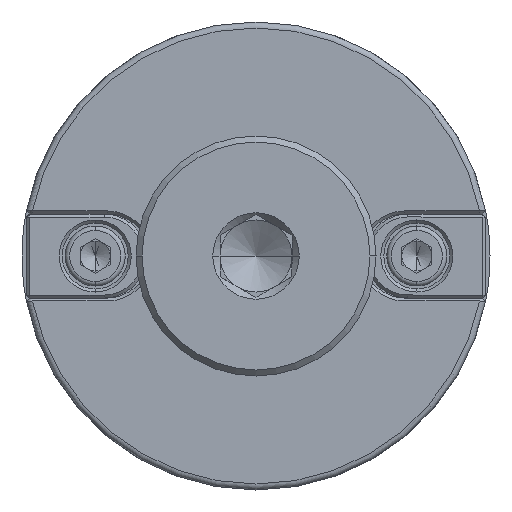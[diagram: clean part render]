
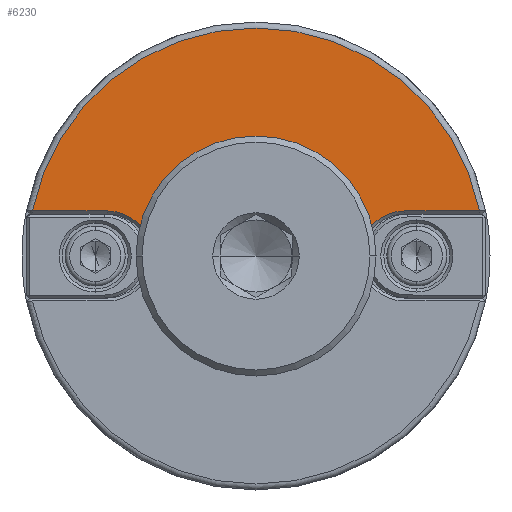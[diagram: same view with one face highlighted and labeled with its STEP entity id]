
A CAD part, front view. The second image highlights one B-rep face of the part: STEP entity #6230.
In plain terms, the highlighted planar face has unit normal (0, -1, 0).
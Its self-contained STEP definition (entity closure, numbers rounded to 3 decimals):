
#159 = CARTESIAN_POINT ( 'NONE',  ( 17.3, -50., 0. ) ) ;
#400 = ORIENTED_EDGE ( 'NONE', *, *, #4733, .T. ) ;
#445 = EDGE_CURVE ( 'NONE', #5289, #5215, #4462, .T. ) ;
#570 = CIRCLE ( 'NONE', #853, 38. ) ;
#615 = VERTEX_POINT ( 'NONE', #159 ) ;
#616 = CIRCLE ( 'NONE', #2688, 7.5 ) ;
#683 = CARTESIAN_POINT ( 'NONE',  ( 39., -50., 7.5 ) ) ;
#773 = VERTEX_POINT ( 'NONE', #3752 ) ;
#853 = AXIS2_PLACEMENT_3D ( 'NONE', #7505, #3090, #8255 ) ;
#1192 = DIRECTION ( 'NONE',  ( -1., 0., 0. ) ) ;
#1212 = AXIS2_PLACEMENT_3D ( 'NONE', #6989, #2585, #7737 ) ;
#1371 = FACE_OUTER_BOUND ( 'NONE', #1985, .T. ) ;
#1564 = VECTOR ( 'NONE', #5925, 1000. ) ;
#1985 = EDGE_LOOP ( 'NONE', ( #3069, #8927, #400, #3171, #7286, #4107 ) ) ;
#2199 = DIRECTION ( 'NONE',  ( 1., 0., 0. ) ) ;
#2394 = CARTESIAN_POINT ( 'NONE',  ( -24.8, -50., 0. ) ) ;
#2470 = LINE ( 'NONE', #683, #6146 ) ;
#2585 = DIRECTION ( 'NONE',  ( 0., -1., 0. ) ) ;
#2688 = AXIS2_PLACEMENT_3D ( 'NONE', #3417, #8588, #4159 ) ;
#3069 = ORIENTED_EDGE ( 'NONE', *, *, #5283, .T. ) ;
#3090 = DIRECTION ( 'NONE',  ( 0., -1., 0. ) ) ;
#3134 = DIRECTION ( 'NONE',  ( -1., 0., 0. ) ) ;
#3171 = ORIENTED_EDGE ( 'NONE', *, *, #5492, .F. ) ;
#3417 = CARTESIAN_POINT ( 'NONE',  ( 24.8, -50., 0. ) ) ;
#3476 = EDGE_CURVE ( 'NONE', #773, #7746, #2470, .T. ) ;
#3752 = CARTESIAN_POINT ( 'NONE',  ( 24.8, -50., 7.5 ) ) ;
#3796 = CARTESIAN_POINT ( 'NONE',  ( -37.253, -50., 7.5 ) ) ;
#4107 = ORIENTED_EDGE ( 'NONE', *, *, #3476, .T. ) ;
#4158 = CARTESIAN_POINT ( 'NONE',  ( 39., -50., 0. ) ) ;
#4159 = DIRECTION ( 'NONE',  ( -1., 0., 0. ) ) ;
#4309 = CARTESIAN_POINT ( 'NONE',  ( -17.3, -50., 0. ) ) ;
#4462 = LINE ( 'NONE', #8235, #1564 ) ;
#4710 = AXIS2_PLACEMENT_3D ( 'NONE', #2394, #7547, #3134 ) ;
#4733 = EDGE_CURVE ( 'NONE', #5215, #7239, #9503, .T. ) ;
#4815 = AXIS2_PLACEMENT_3D ( 'NONE', #4158, #5621, #1192 ) ;
#5103 = CIRCLE ( 'NONE', #1212, 17.3 ) ;
#5190 = CARTESIAN_POINT ( 'NONE',  ( -24.8, -50., 7.5 ) ) ;
#5215 = VERTEX_POINT ( 'NONE', #5190 ) ;
#5283 = EDGE_CURVE ( 'NONE', #7746, #5289, #570, .T. ) ;
#5289 = VERTEX_POINT ( 'NONE', #3796 ) ;
#5492 = EDGE_CURVE ( 'NONE', #615, #7239, #5103, .T. ) ;
#5621 = DIRECTION ( 'NONE',  ( 0., 1., 0. ) ) ;
#5925 = DIRECTION ( 'NONE',  ( 1., 0., 0. ) ) ;
#6146 = VECTOR ( 'NONE', #2199, 1000. ) ;
#6230 = ADVANCED_FACE ( 'NONE', ( #1371 ), #7838, .F. ) ;
#6989 = CARTESIAN_POINT ( 'NONE',  ( 0., -50., 0. ) ) ;
#7214 = CARTESIAN_POINT ( 'NONE',  ( 37.253, -50., 7.5 ) ) ;
#7239 = VERTEX_POINT ( 'NONE', #4309 ) ;
#7286 = ORIENTED_EDGE ( 'NONE', *, *, #9292, .T. ) ;
#7505 = CARTESIAN_POINT ( 'NONE',  ( 0., -50., 0. ) ) ;
#7547 = DIRECTION ( 'NONE',  ( 0., 1., 0. ) ) ;
#7737 = DIRECTION ( 'NONE',  ( 1., 0., 0. ) ) ;
#7746 = VERTEX_POINT ( 'NONE', #7214 ) ;
#7838 = PLANE ( 'NONE',  #4815 ) ;
#8235 = CARTESIAN_POINT ( 'NONE',  ( -24.8, -50., 7.5 ) ) ;
#8255 = DIRECTION ( 'NONE',  ( -1., 0., 0. ) ) ;
#8588 = DIRECTION ( 'NONE',  ( 0., 1., 0. ) ) ;
#8927 = ORIENTED_EDGE ( 'NONE', *, *, #445, .T. ) ;
#9292 = EDGE_CURVE ( 'NONE', #615, #773, #616, .T. ) ;
#9503 = CIRCLE ( 'NONE', #4710, 7.5 ) ;
